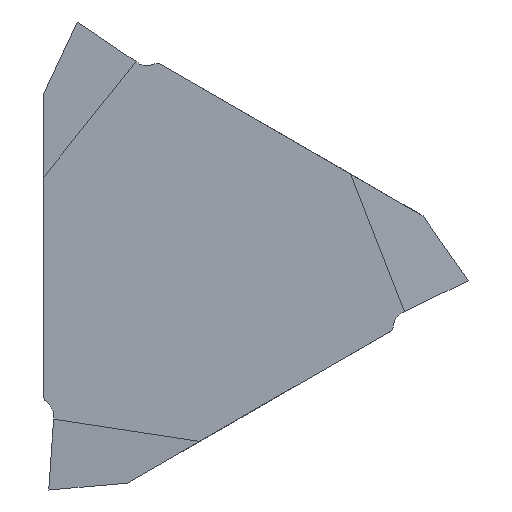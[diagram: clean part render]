
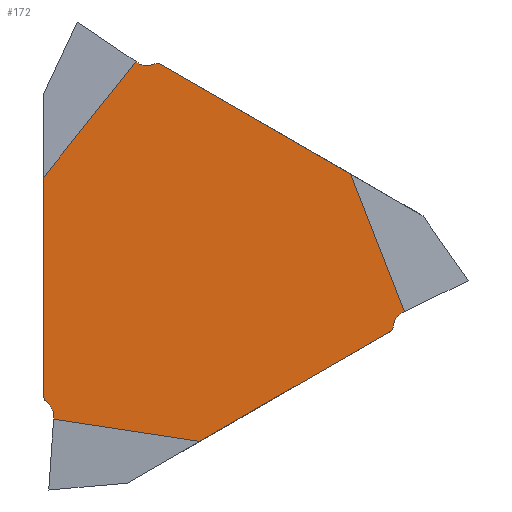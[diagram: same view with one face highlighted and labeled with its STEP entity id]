
A CAD part, left-side view. The second image highlights one B-rep face of the part: STEP entity #172.
In plain terms, the highlighted planar face has unit normal (-1, 0, 0).
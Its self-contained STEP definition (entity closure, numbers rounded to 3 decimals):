
#144=ELLIPSE('',#1747,0.251,0.25);
#145=ELLIPSE('',#1748,0.702,0.7);
#146=ELLIPSE('',#1749,0.251,0.25);
#147=ELLIPSE('',#1750,0.702,0.7);
#148=ELLIPSE('',#1751,0.251,0.25);
#149=ELLIPSE('',#1752,0.702,0.7);
#172=ADVANCED_FACE('',(#313),#270,.T.);
#270=PLANE('',#1753);
#313=FACE_OUTER_BOUND('',#412,.T.);
#412=EDGE_LOOP('',(#769,#770,#771,#772,#773,#774,#775,#776,#777,#778,#779,
#780,#781,#782,#783,#784,#785,#786));
#508=LINE('',#2353,#621);
#514=LINE('',#2377,#627);
#526=LINE('',#2451,#639);
#527=LINE('',#2454,#640);
#528=LINE('',#2456,#641);
#529=LINE('',#2460,#642);
#530=LINE('',#2464,#643);
#531=LINE('',#2466,#644);
#532=LINE('',#2468,#645);
#533=LINE('',#2472,#646);
#534=LINE('',#2476,#647);
#535=LINE('',#2478,#648);
#621=VECTOR('',#1898,1.);
#627=VECTOR('',#1908,1.);
#639=VECTOR('',#1938,1.);
#640=VECTOR('',#1941,1.);
#641=VECTOR('',#1942,1.);
#642=VECTOR('',#1945,1.);
#643=VECTOR('',#1948,1.);
#644=VECTOR('',#1949,1.);
#645=VECTOR('',#1950,1.);
#646=VECTOR('',#1953,1.);
#647=VECTOR('',#1956,1.);
#648=VECTOR('',#1957,1.);
#769=ORIENTED_EDGE('',*,*,#1402,.T.);
#770=ORIENTED_EDGE('',*,*,#1426,.T.);
#771=ORIENTED_EDGE('',*,*,#1427,.T.);
#772=ORIENTED_EDGE('',*,*,#1428,.F.);
#773=ORIENTED_EDGE('',*,*,#1394,.T.);
#774=ORIENTED_EDGE('',*,*,#1429,.F.);
#775=ORIENTED_EDGE('',*,*,#1430,.T.);
#776=ORIENTED_EDGE('',*,*,#1431,.T.);
#777=ORIENTED_EDGE('',*,*,#1432,.T.);
#778=ORIENTED_EDGE('',*,*,#1433,.F.);
#779=ORIENTED_EDGE('',*,*,#1434,.T.);
#780=ORIENTED_EDGE('',*,*,#1435,.F.);
#781=ORIENTED_EDGE('',*,*,#1436,.T.);
#782=ORIENTED_EDGE('',*,*,#1437,.T.);
#783=ORIENTED_EDGE('',*,*,#1438,.T.);
#784=ORIENTED_EDGE('',*,*,#1439,.F.);
#785=ORIENTED_EDGE('',*,*,#1440,.T.);
#786=ORIENTED_EDGE('',*,*,#1441,.F.);
#1239=VERTEX_POINT('',#2352);
#1240=VERTEX_POINT('',#2354);
#1247=VERTEX_POINT('',#2376);
#1248=VERTEX_POINT('',#2378);
#1269=VERTEX_POINT('',#2450);
#1270=VERTEX_POINT('',#2452);
#1271=VERTEX_POINT('',#2455);
#1272=VERTEX_POINT('',#2457);
#1273=VERTEX_POINT('',#2459);
#1274=VERTEX_POINT('',#2461);
#1275=VERTEX_POINT('',#2463);
#1276=VERTEX_POINT('',#2465);
#1277=VERTEX_POINT('',#2467);
#1278=VERTEX_POINT('',#2469);
#1279=VERTEX_POINT('',#2471);
#1280=VERTEX_POINT('',#2473);
#1281=VERTEX_POINT('',#2475);
#1282=VERTEX_POINT('',#2477);
#1394=EDGE_CURVE('',#1240,#1239,#508,.T.);
#1402=EDGE_CURVE('',#1248,#1247,#514,.T.);
#1426=EDGE_CURVE('',#1247,#1269,#144,.T.);
#1427=EDGE_CURVE('',#1269,#1270,#526,.T.);
#1428=EDGE_CURVE('',#1240,#1270,#145,.T.);
#1429=EDGE_CURVE('',#1271,#1239,#527,.T.);
#1430=EDGE_CURVE('',#1271,#1272,#528,.T.);
#1431=EDGE_CURVE('',#1272,#1273,#146,.T.);
#1432=EDGE_CURVE('',#1273,#1274,#529,.T.);
#1433=EDGE_CURVE('',#1275,#1274,#147,.T.);
#1434=EDGE_CURVE('',#1275,#1276,#530,.T.);
#1435=EDGE_CURVE('',#1277,#1276,#531,.T.);
#1436=EDGE_CURVE('',#1277,#1278,#532,.T.);
#1437=EDGE_CURVE('',#1278,#1279,#148,.T.);
#1438=EDGE_CURVE('',#1279,#1280,#533,.T.);
#1439=EDGE_CURVE('',#1281,#1280,#149,.T.);
#1440=EDGE_CURVE('',#1281,#1282,#534,.T.);
#1441=EDGE_CURVE('',#1248,#1282,#535,.T.);
#1747=AXIS2_PLACEMENT_3D('',#2449,#1936,#1937);
#1748=AXIS2_PLACEMENT_3D('',#2453,#1939,#1940);
#1749=AXIS2_PLACEMENT_3D('',#2458,#1943,#1944);
#1750=AXIS2_PLACEMENT_3D('',#2462,#1946,#1947);
#1751=AXIS2_PLACEMENT_3D('',#2470,#1951,#1952);
#1752=AXIS2_PLACEMENT_3D('',#2474,#1954,#1955);
#1753=AXIS2_PLACEMENT_3D('',#2479,#1958,#1959);
#1898=DIRECTION('',(0.,0.07,-0.998));
#1908=DIRECTION('',(0.,0.,-1.));
#1936=DIRECTION('',(-1.,0.,0.));
#1937=DIRECTION('',(0.,0.,-1.));
#1938=DIRECTION('',(0.,-0.707,-0.707));
#1939=DIRECTION('',(-1.,0.,0.));
#1940=DIRECTION('',(0.,0.447,-0.895));
#1941=DIRECTION('',(0.,0.989,0.151));
#1942=DIRECTION('',(0.,-0.866,0.5));
#1943=DIRECTION('',(-1.,0.,0.));
#1944=DIRECTION('',(0.,-0.866,0.5));
#1945=DIRECTION('',(0.,-0.259,0.966));
#1946=DIRECTION('',(-1.,0.,0.));
#1947=DIRECTION('',(0.,-0.998,0.06));
#1948=DIRECTION('',(0.,-0.899,0.438));
#1949=DIRECTION('',(0.,-0.364,-0.931));
#1950=DIRECTION('',(0.,0.866,0.5));
#1951=DIRECTION('',(-1.,0.,0.));
#1952=DIRECTION('',(0.,0.866,0.5));
#1953=DIRECTION('',(0.,0.966,-0.259));
#1954=DIRECTION('',(-1.,0.,0.));
#1955=DIRECTION('',(0.,0.551,0.834));
#1956=DIRECTION('',(0.,0.829,0.559));
#1957=DIRECTION('',(0.,-0.625,0.781));
#1958=DIRECTION('',(-1.,0.,0.));
#1959=DIRECTION('',(0.,0.,1.));
#2352=CARTESIAN_POINT('',(0.,6.646,-7.128));
#2353=CARTESIAN_POINT('',(0.,6.118,0.428));
#2354=CARTESIAN_POINT('',(0.,6.639,-7.019));
#2376=CARTESIAN_POINT('',(0.,7.1,-6.112));
#2377=CARTESIAN_POINT('',(0.,7.1,12.298));
#2378=CARTESIAN_POINT('',(0.,7.1,4.009));
#2449=CARTESIAN_POINT('',(0.,6.85,-6.112));
#2450=CARTESIAN_POINT('',(0.,7.026,-6.29));
#2451=CARTESIAN_POINT('',(0.,6.658,-6.658));
#2452=CARTESIAN_POINT('',(0.,6.842,-6.474));
#2453=CARTESIAN_POINT('',(0.,7.337,-6.972));
#2454=CARTESIAN_POINT('',(0.,1.213,-7.956));
#2455=CARTESIAN_POINT('',(0.,-0.078,-8.153));
#2456=CARTESIAN_POINT('',(0.,7.1,-12.298));
#2457=CARTESIAN_POINT('',(0.,-8.843,-3.093));
#2458=CARTESIAN_POINT('',(0.,-8.718,-2.876));
#2459=CARTESIAN_POINT('',(0.,-8.96,-2.94));
#2460=CARTESIAN_POINT('',(0.,-9.095,-2.437));
#2461=CARTESIAN_POINT('',(0.,-9.028,-2.688));
#2462=CARTESIAN_POINT('',(0.,-9.706,-2.868));
#2463=CARTESIAN_POINT('',(0.,-9.398,-2.24));
#2464=CARTESIAN_POINT('',(0.,-2.688,-5.512));
#2465=CARTESIAN_POINT('',(0.,-9.496,-2.192));
#2466=CARTESIAN_POINT('',(0.,-7.497,2.928));
#2467=CARTESIAN_POINT('',(0.,-7.022,4.144));
#2468=CARTESIAN_POINT('',(0.,-14.2,0.));
#2469=CARTESIAN_POINT('',(0.,1.743,9.205));
#2470=CARTESIAN_POINT('',(0.,1.868,8.988));
#2471=CARTESIAN_POINT('',(0.,1.934,9.23));
#2472=CARTESIAN_POINT('',(0.,2.437,9.095));
#2473=CARTESIAN_POINT('',(0.,2.186,9.162));
#2474=CARTESIAN_POINT('',(0.,2.369,9.84));
#2475=CARTESIAN_POINT('',(0.,2.759,9.259));
#2476=CARTESIAN_POINT('',(0.,-3.429,5.084));
#2477=CARTESIAN_POINT('',(0.,2.85,9.32));
#2478=CARTESIAN_POINT('',(0.,6.284,5.029));
#2479=CARTESIAN_POINT('',(0.,0.,0.));
